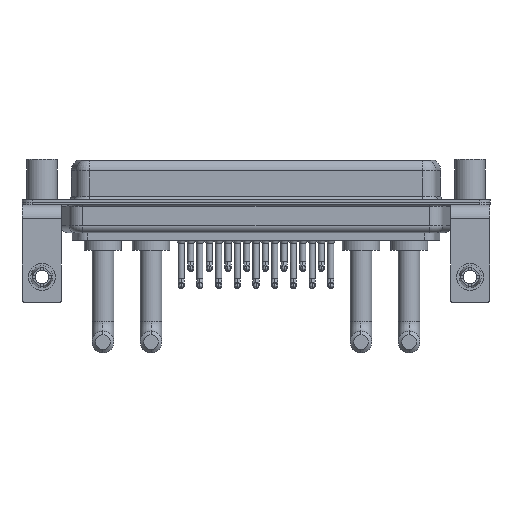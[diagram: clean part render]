
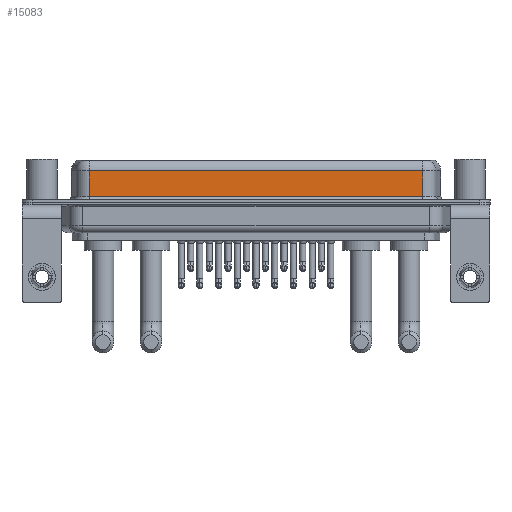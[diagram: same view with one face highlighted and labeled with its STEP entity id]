
A CAD part, front view. The second image highlights one B-rep face of the part: STEP entity #15083.
In plain terms, the highlighted planar face has unit normal (0, -1, 0).
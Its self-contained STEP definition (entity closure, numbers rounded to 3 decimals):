
#78 = CARTESIAN_POINT ( 'NONE',  ( 56.462, -3.95, 0.9 ) ) ;
#495 = FACE_OUTER_BOUND ( 'NONE', #6890, .T. ) ;
#621 = LINE ( 'NONE', #10422, #3060 ) ;
#2253 = DIRECTION ( 'NONE',  ( -1., 0., 0. ) ) ;
#2300 = EDGE_CURVE ( 'NONE', #12088, #11601, #16209, .T. ) ;
#3060 = VECTOR ( 'NONE', #16637, 1000. ) ;
#3094 = CARTESIAN_POINT ( 'NONE',  ( 56.462, -3.95, 6.4 ) ) ;
#4029 = DIRECTION ( 'NONE',  ( 1., 0., 0. ) ) ;
#4452 = CARTESIAN_POINT ( 'NONE',  ( 56.462, -3.95, 6.4 ) ) ;
#4711 = ORIENTED_EDGE ( 'NONE', *, *, #15105, .T. ) ;
#6890 = EDGE_LOOP ( 'NONE', ( #13034, #25284, #4711, #18454 ) ) ;
#8426 = DIRECTION ( 'NONE',  ( 0., 0., 1. ) ) ;
#8565 = PLANE ( 'NONE',  #14456 ) ;
#9237 = VERTEX_POINT ( 'NONE', #25999 ) ;
#10422 = CARTESIAN_POINT ( 'NONE',  ( 7.038, -3.95, 6.4 ) ) ;
#11601 = VERTEX_POINT ( 'NONE', #17860 ) ;
#11758 = CARTESIAN_POINT ( 'NONE',  ( 7.038, -3.95, 0.9 ) ) ;
#11875 = VECTOR ( 'NONE', #4029, 1000. ) ;
#12088 = VERTEX_POINT ( 'NONE', #11758 ) ;
#12529 = DIRECTION ( 'NONE',  ( 0., 1., 0. ) ) ;
#12776 = VERTEX_POINT ( 'NONE', #22851 ) ;
#13025 = VECTOR ( 'NONE', #14735, 1000. ) ;
#13034 = ORIENTED_EDGE ( 'NONE', *, *, #24034, .F. ) ;
#14275 = CARTESIAN_POINT ( 'NONE',  ( 56.462, -3.95, 4.65 ) ) ;
#14456 = AXIS2_PLACEMENT_3D ( 'NONE', #4452, #12529, #8426 ) ;
#14735 = DIRECTION ( 'NONE',  ( 0., 0., -1. ) ) ;
#15083 = ADVANCED_FACE ( 'NONE', ( #495 ), #8565, .F. ) ;
#15105 = EDGE_CURVE ( 'NONE', #12776, #12088, #621, .T. ) ;
#16209 = LINE ( 'NONE', #78, #11875 ) ;
#16637 = DIRECTION ( 'NONE',  ( 0., 0., -1. ) ) ;
#17609 = EDGE_CURVE ( 'NONE', #9237, #12776, #24235, .T. ) ;
#17860 = CARTESIAN_POINT ( 'NONE',  ( 56.462, -3.95, 0.9 ) ) ;
#18454 = ORIENTED_EDGE ( 'NONE', *, *, #2300, .T. ) ;
#20444 = VECTOR ( 'NONE', #2253, 1000. ) ;
#22851 = CARTESIAN_POINT ( 'NONE',  ( 7.038, -3.95, 4.65 ) ) ;
#23094 = LINE ( 'NONE', #3094, #13025 ) ;
#24034 = EDGE_CURVE ( 'NONE', #9237, #11601, #23094, .T. ) ;
#24235 = LINE ( 'NONE', #14275, #20444 ) ;
#25284 = ORIENTED_EDGE ( 'NONE', *, *, #17609, .T. ) ;
#25999 = CARTESIAN_POINT ( 'NONE',  ( 56.462, -3.95, 4.65 ) ) ;
